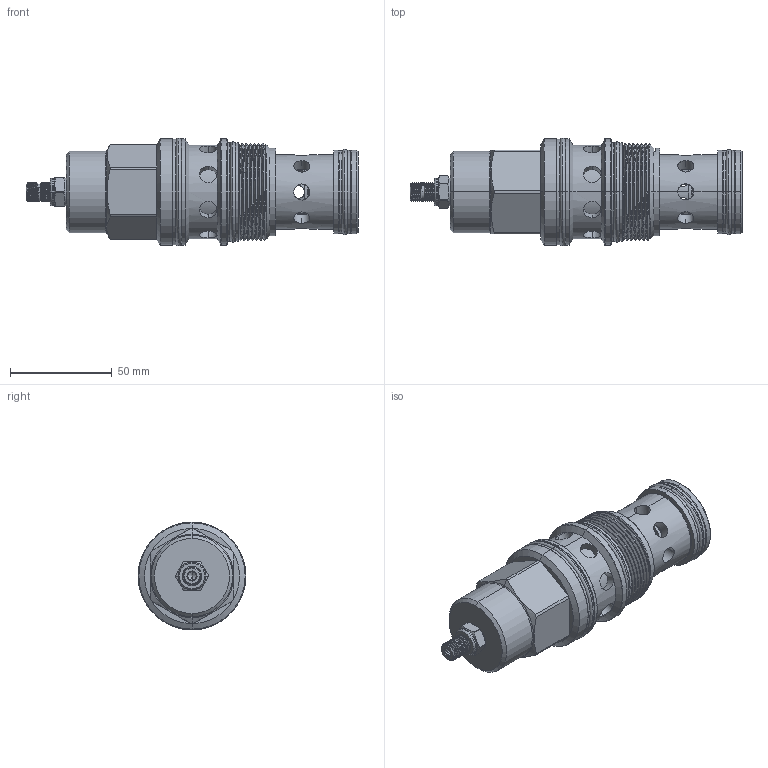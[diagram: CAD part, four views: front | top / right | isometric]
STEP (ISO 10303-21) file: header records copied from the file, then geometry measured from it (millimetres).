
FILE_DESCRIPTION (( 'STEP AP203' ), '1' );
FILE_NAME ('PP19A30(33)(35)-L.STEP', '2020-03-23T03:48:36', ( '' ), ( '' ), 'SwSTEP 2.0', 'SolidWorks 2018', '' );
FILE_SCHEMA (( 'CONFIG_CONTROL_DESIGN' ));
Length unit declared in the file: millimetre
Products named in the file (1): PP19A30(33)(35)-L
Bounding box: 163.48 x 53.11 x 53.11 mm (x, y, z)
Volume: 196790.9 mm3; surface area: 43516.2 mm2
Topology: 8 solids, 19 shells, 468 faces, 1189 edges, 734 vertices
Faces by surface type: cylinder 268, plane 90, torus 59, cone 42, bspline 9
Entity records: 25646 total; most frequent: CARTESIAN_POINT 14543, ORIENTED_EDGE 2374, DIRECTION 2273, EDGE_CURVE 1187, AXIS2_PLACEMENT_3D 967, VERTEX_POINT 734, EDGE_LOOP 537, CIRCLE 507
